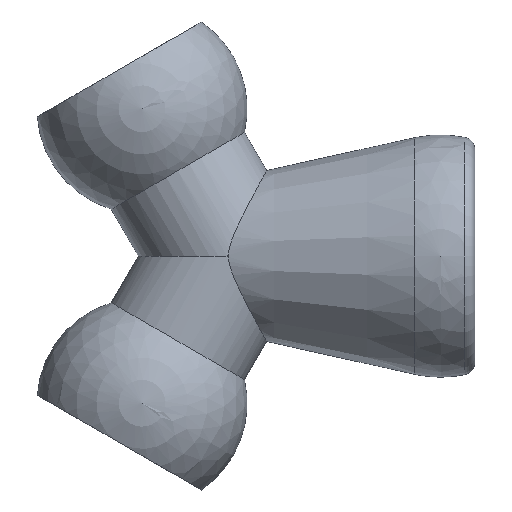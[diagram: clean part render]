
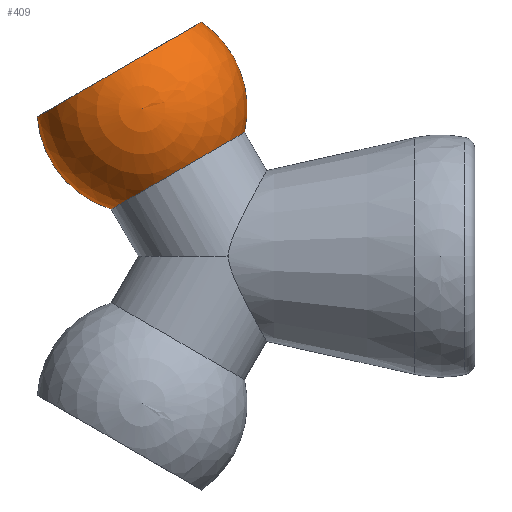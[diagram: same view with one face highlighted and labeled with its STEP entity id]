
A CAD part, front view. The second image highlights one B-rep face of the part: STEP entity #409.
In plain terms, the highlighted spherical face has radius 10.757 mm.
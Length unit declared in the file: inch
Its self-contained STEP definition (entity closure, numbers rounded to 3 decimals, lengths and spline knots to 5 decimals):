
#409 = ADVANCED_FACE ( 'NONE', ( #1366 ), #1364, .T. ) ;
#410 = EDGE_LOOP ( 'NONE', ( #465, #466, #464, #458 ) ) ;
#417 = VERTEX_POINT ( 'NONE', #1349 ) ;
#458 = ORIENTED_EDGE ( 'NONE', *, *, #462, .F. ) ;
#460 = VERTEX_POINT ( 'NONE', #1453 ) ;
#461 = EDGE_CURVE ( 'NONE', #417, #460, #1452, .T. ) ;
#462 = EDGE_CURVE ( 'NONE', #470, #460, #1447, .T. ) ;
#464 = ORIENTED_EDGE ( 'NONE', *, *, #461, .T. ) ;
#465 = ORIENTED_EDGE ( 'NONE', *, *, #468, .F. ) ;
#466 = ORIENTED_EDGE ( 'NONE', *, *, #467, .T. ) ;
#467 = EDGE_CURVE ( 'NONE', #469, #417, #1440, .T. ) ;
#468 = EDGE_CURVE ( 'NONE', #469, #470, #1485, .T. ) ;
#469 = VERTEX_POINT ( 'NONE', #1481 ) ;
#470 = VERTEX_POINT ( 'NONE', #1480 ) ;
#1349 = CARTESIAN_POINT ( 'NONE',  ( -1.4647, 0., 0.18835 ) ) ;
#1361 = DIRECTION ( 'NONE',  ( 0.866, 0., 0.5 ) ) ;
#1362 = DIRECTION ( 'NONE',  ( 0., -1., 0. ) ) ;
#1363 = AXIS2_PLACEMENT_3D ( 'NONE', #1365, #1362, #1361 ) ;
#1364 = SPHERICAL_SURFACE ( 'NONE', #1363, 0.4235 ) ;
#1365 = CARTESIAN_POINT ( 'NONE',  ( -1.3405, 0., 0.59323 ) ) ;
#1366 = FACE_OUTER_BOUND ( 'NONE', #410, .T. ) ;
#1431 = DIRECTION ( 'NONE',  ( 1., 0., 0. ) ) ;
#1432 = DIRECTION ( 'NONE',  ( 0., -1., 0. ) ) ;
#1433 = CARTESIAN_POINT ( 'NONE',  ( -1.3405, 0., 0.59323 ) ) ;
#1434 = AXIS2_PLACEMENT_3D ( 'NONE', #1433, #1432, #1431 ) ;
#1435 = CARTESIAN_POINT ( 'NONE',  ( -1.432, 0., 0.75171 ) ) ;
#1440 = CIRCLE ( 'NONE', #1434, 0.4235 ) ;
#1443 = DIRECTION ( 'NONE',  ( 0., 0., 1. ) ) ;
#1444 = DIRECTION ( 'NONE',  ( 0., 1., 0. ) ) ;
#1445 = CARTESIAN_POINT ( 'NONE',  ( -1.3405, 0., 0.59323 ) ) ;
#1446 = AXIS2_PLACEMENT_3D ( 'NONE', #1445, #1444, #1443 ) ;
#1447 = CIRCLE ( 'NONE', #1446, 0.4235 ) ;
#1448 = DIRECTION ( 'NONE',  ( 0.866, 0., 0.5 ) ) ;
#1449 = DIRECTION ( 'NONE',  ( -0.5, 0., 0.866 ) ) ;
#1450 = CARTESIAN_POINT ( 'NONE',  ( -1.19623, 0., 0.34335 ) ) ;
#1451 = AXIS2_PLACEMENT_3D ( 'NONE', #1450, #1449, #1448 ) ;
#1452 = CIRCLE ( 'NONE', #1451, 0.31 ) ;
#1453 = CARTESIAN_POINT ( 'NONE',  ( -0.92776, 0., 0.49835 ) ) ;
#1480 = CARTESIAN_POINT ( 'NONE',  ( -1.10125, 0., 0.94267 ) ) ;
#1481 = CARTESIAN_POINT ( 'NONE',  ( -1.76275, 0., 0.56075 ) ) ;
#1482 = DIRECTION ( 'NONE',  ( 0.866, 0., 0.5 ) ) ;
#1483 = DIRECTION ( 'NONE',  ( -0.5, 0., 0.866 ) ) ;
#1484 = AXIS2_PLACEMENT_3D ( 'NONE', #1435, #1483, #1482 ) ;
#1485 = CIRCLE ( 'NONE', #1484, 0.38192 ) ;
